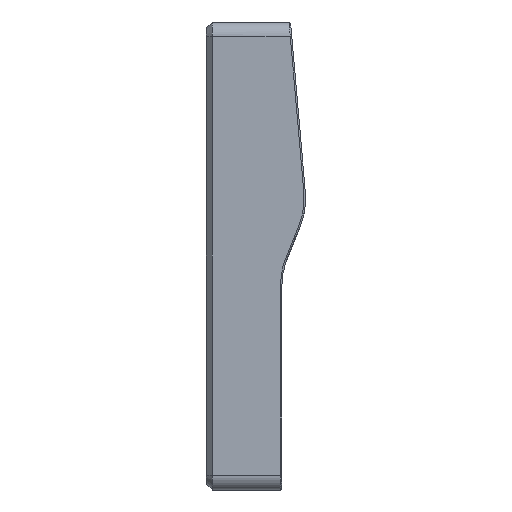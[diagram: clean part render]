
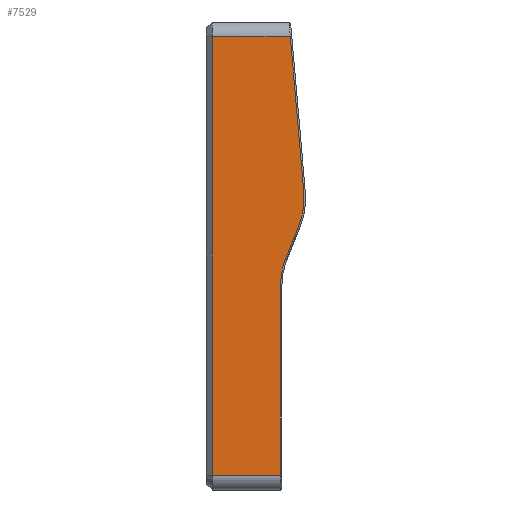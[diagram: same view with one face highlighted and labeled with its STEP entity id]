
A CAD part, left-side view. The second image highlights one B-rep face of the part: STEP entity #7529.
In plain terms, the highlighted planar face has unit normal (-1, 0, 0).
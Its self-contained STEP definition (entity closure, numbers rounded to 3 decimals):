
#132=PLANE('',#8035);
#539=FACE_OUTER_BOUND('',#973,.T.);
#973=EDGE_LOOP('',(#6687,#6688,#6689,#6690,#6691,#6692,#6693));
#1717=B_SPLINE_CURVE_WITH_KNOTS('',3,(#30415,#30416,#30417,#30418,#30419,
#30420,#30421),.UNSPECIFIED.,.F.,.F.,(4,1,1,1,4),(-1.,-0.714,
-0.429,-0.286,0.),
 .UNSPECIFIED.);
#1723=B_SPLINE_CURVE_WITH_KNOTS('',3,(#30548,#30549,#30550,#30551),
 .UNSPECIFIED.,.F.,.F.,(4,4),(1.562,1.571),
 .UNSPECIFIED.);
#2085=LINE('',#30382,#2515);
#2089=LINE('',#30433,#2519);
#2126=LINE('',#30783,#2556);
#2127=LINE('',#30785,#2557);
#2128=LINE('',#30786,#2558);
#2515=VECTOR('',#9293,10.);
#2519=VECTOR('',#9299,10.);
#2556=VECTOR('',#9396,10.);
#2557=VECTOR('',#9397,10.);
#2558=VECTOR('',#9398,10.);
#3288=VERTEX_POINT('',#30374);
#3290=VERTEX_POINT('',#30380);
#3292=VERTEX_POINT('',#30413);
#3294=VERTEX_POINT('',#30431);
#3302=VERTEX_POINT('',#30477);
#3331=VERTEX_POINT('',#30782);
#3332=VERTEX_POINT('',#30784);
#4399=EDGE_CURVE('',#3290,#3288,#2085,.T.);
#4402=EDGE_CURVE('',#3292,#3290,#1717,.T.);
#4405=EDGE_CURVE('',#3294,#3292,#2089,.T.);
#4428=EDGE_CURVE('',#3302,#3294,#1723,.T.);
#4466=EDGE_CURVE('',#3331,#3302,#2126,.T.);
#4467=EDGE_CURVE('',#3332,#3331,#2127,.T.);
#4468=EDGE_CURVE('',#3288,#3332,#2128,.T.);
#6687=ORIENTED_EDGE('',*,*,#4399,.F.);
#6688=ORIENTED_EDGE('',*,*,#4402,.F.);
#6689=ORIENTED_EDGE('',*,*,#4405,.F.);
#6690=ORIENTED_EDGE('',*,*,#4428,.F.);
#6691=ORIENTED_EDGE('',*,*,#4466,.F.);
#6692=ORIENTED_EDGE('',*,*,#4467,.F.);
#6693=ORIENTED_EDGE('',*,*,#4468,.F.);
#7529=ADVANCED_FACE('',(#539),#132,.T.);
#8035=AXIS2_PLACEMENT_3D('',#30781,#9394,#9395);
#9293=DIRECTION('',(0.,0.,-1.));
#9299=DIRECTION('',(0.,-0.087,-0.996));
#9394=DIRECTION('center_axis',(-1.,0.,0.));
#9395=DIRECTION('ref_axis',(0.,0.,1.));
#9396=DIRECTION('',(0.,-1.,0.));
#9397=DIRECTION('',(0.,0.,1.));
#9398=DIRECTION('',(0.,1.,0.));
#30374=CARTESIAN_POINT('',(-105.132,-2.88,-44.579));
#30380=CARTESIAN_POINT('',(-105.132,-2.88,-6.));
#30382=CARTESIAN_POINT('',(-105.132,-2.88,-47.579));
#30413=CARTESIAN_POINT('',(-105.132,-7.63,12.503));
#30415=CARTESIAN_POINT('Ctrl Pts',(-105.132,-7.63,12.503));
#30416=CARTESIAN_POINT('Ctrl Pts',(-105.132,-7.797,10.598));
#30417=CARTESIAN_POINT('Ctrl Pts',(-105.132,-7.25,7.013));
#30418=CARTESIAN_POINT('Ctrl Pts',(-105.132,-5.279,2.773));
#30419=CARTESIAN_POINT('Ctrl Pts',(-105.132,-3.485,-1.505));
#30420=CARTESIAN_POINT('Ctrl Pts',(-105.132,-2.88,-4.167));
#30421=CARTESIAN_POINT('Ctrl Pts',(-105.132,-2.88,-6.));
#30431=CARTESIAN_POINT('',(-105.132,-4.864,44.124));
#30433=CARTESIAN_POINT('',(-105.132,-12.819,-46.811));
#30477=CARTESIAN_POINT('',(-105.132,-4.861,44.15));
#30548=CARTESIAN_POINT('Ctrl Pts',(-105.132,-4.861,44.15));
#30549=CARTESIAN_POINT('Ctrl Pts',(-105.132,-4.862,44.142));
#30550=CARTESIAN_POINT('Ctrl Pts',(-105.132,-4.863,44.133));
#30551=CARTESIAN_POINT('Ctrl Pts',(-105.132,-4.864,44.124));
#30781=CARTESIAN_POINT('Origin',(-105.132,5.1,-47.579));
#30782=CARTESIAN_POINT('',(-105.132,10.9,44.15));
#30783=CARTESIAN_POINT('',(-105.132,5.1,44.15));
#30784=CARTESIAN_POINT('',(-105.132,10.9,-44.579));
#30785=CARTESIAN_POINT('',(-105.132,10.9,-23.897));
#30786=CARTESIAN_POINT('',(-105.132,5.1,-44.579));
